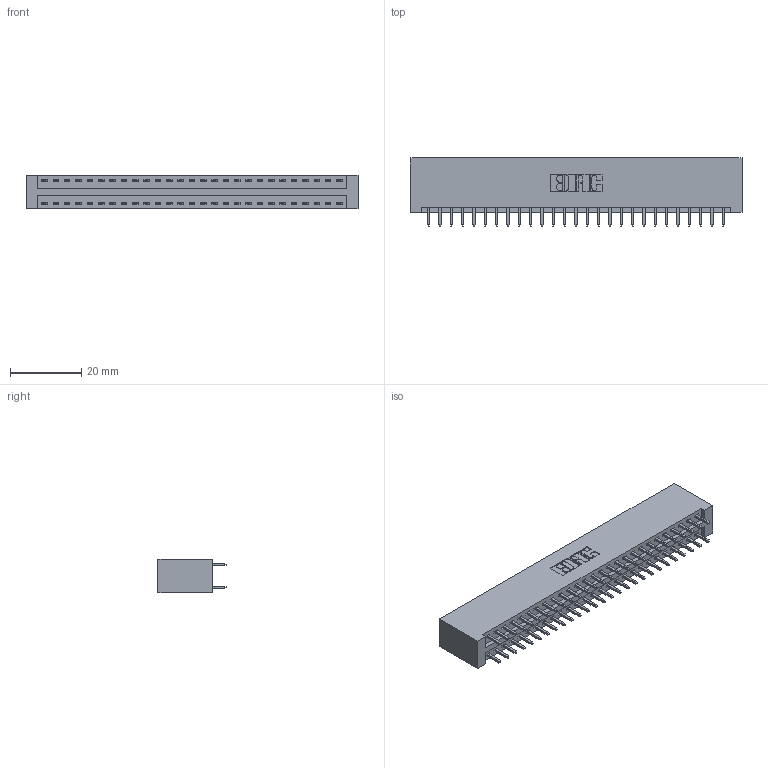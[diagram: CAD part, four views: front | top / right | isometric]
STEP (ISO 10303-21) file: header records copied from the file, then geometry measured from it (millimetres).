
FILE_DESCRIPTION (( 'STEP AP203' ), '1' );
FILE_NAME ('396-054-521-201.STEP', '2019-10-30T14:09:54', ( '' ), ( '' ), 'SwSTEP 2.0', 'SolidWorks 2016', '' );
FILE_SCHEMA (( 'CONFIG_CONTROL_DESIGN' ));
Length unit declared in the file: inch
Products named in the file (3): 345-292-001_345-293-121; 396-054-521-201; 346 Part_No Mounting Lugs
Assembly tree (55 placements, depth 2):
  396-054-521-201
    346 Part_No Mounting Lugs
    345-292-001_345-293-121  x54
Bounding box: 92.96 x 19.05 x 9.4 mm (x, y, z)
Volume: 9499.9 mm3; surface area: 12837.2 mm2
Topology: 55 solids, 55 shells, 2922 faces, 8675 edges, 5710 vertices
Faces by surface type: plane 1962, cylinder 960
Entity records: 19381 total; most frequent: CARTESIAN_POINT 3212, ORIENTED_EDGE 3146, DIRECTION 2877, EDGE_CURVE 1573, LINE 1341, VECTOR 1341, VERTEX_POINT 1046, AXIS2_PLACEMENT_3D 768
